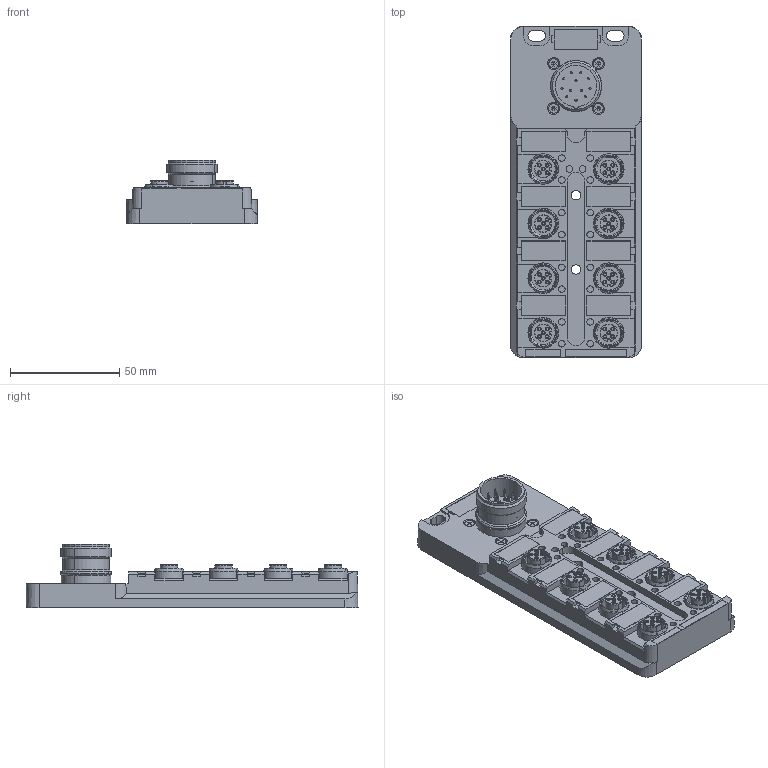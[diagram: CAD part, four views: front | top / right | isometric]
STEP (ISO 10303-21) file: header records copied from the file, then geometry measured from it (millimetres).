
FILE_DESCRIPTION(('CATIA V5 STEP Exchange','CAx-IF Rec.Pracs.--- Model Styling and Organization---1.4--- 2014-01-23'),'2;1');
FILE_NAME ('034120-2_1_9456020000_9456020000.stp','2020-01-08T07:40:46+00:00',('none'),('Weidmueller'),'CATIA Version 5-6 Release 2016 SP3 HF44','CATIA V5 STEP AP214','none');
FILE_SCHEMA(('AUTOMOTIVE_DESIGN { 1 0 10303 214 1 1 1 1 }'));
Products named in the file (1): 9456020000
Bounding box: 60 x 152 x 29.2 mm (x, y, z)
Volume: 125031.7 mm3; surface area: 59094.9 mm2
Topology: 32 solids, 32 shells, 2117 faces, 5349 edges, 3414 vertices
Faces by surface type: plane 903, cylinder 724, cone 350, torus 116, sphere 24
Entity records: 57974 total; most frequent: CARTESIAN_POINT 11136, ORIENTED_EDGE 10602, DIRECTION 7583, EDGE_CURVE 5301, AXIS2_PLACEMENT_3D 3457, VERTEX_POINT 3414, VECTOR 2835, LINE 2835
